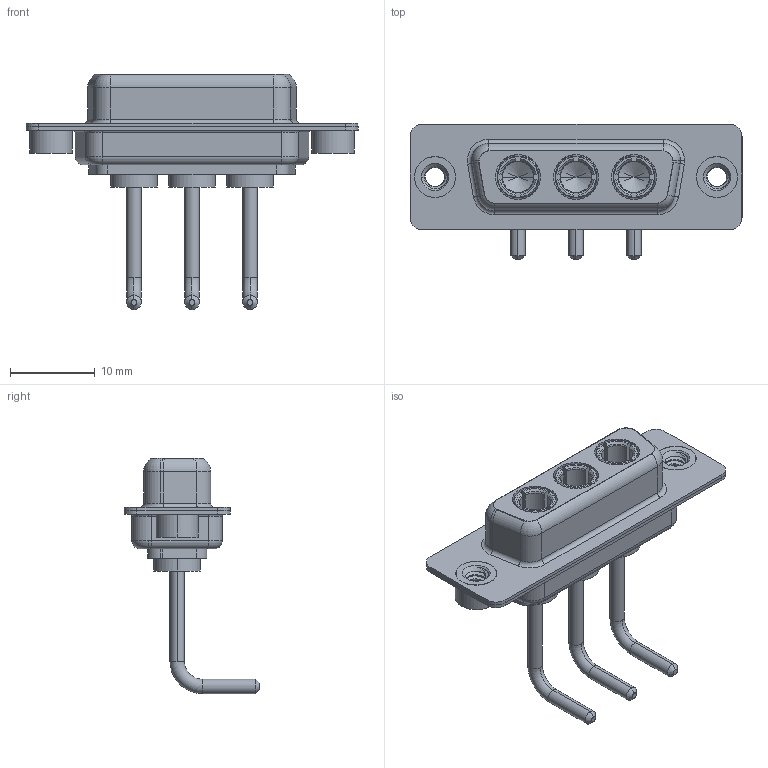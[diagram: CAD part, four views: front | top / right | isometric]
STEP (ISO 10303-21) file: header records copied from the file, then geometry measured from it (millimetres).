
FILE_DESCRIPTION (( 'STEP AP203' ), '1' );
FILE_NAME ('630-3W3-250-1N2.STEP', '2022-05-27T17:04:10', ( '' ), ( '' ), 'SwSTEP 2.0', 'SolidWorks 2020', '' );
FILE_SCHEMA (( 'CONFIG_CONTROL_DESIGN' ));
Length unit declared in the file: millimetre
Products named in the file (6): 630Combo Shell Rear_15 Contacts; 630Combo Threaded Rivet_2; 630Combo Housing_3W3; 630Combo Shell Front_15 Contacts; Power Socket_Ext 10A RA; 630-3W3-250-1N2
Assembly tree (8 placements, depth 2):
  630-3W3-250-1N2
    630Combo Housing_3W3
    630Combo Shell Front_15 Contacts
    630Combo Shell Rear_15 Contacts
    630Combo Threaded Rivet_2  x2
    Power Socket_Ext 10A RA  x3
Bounding box: 39.2 x 16 x 27.78 mm (x, y, z)
Volume: 2518.6 mm3; surface area: 5886.9 mm2
Topology: 11 solids, 11 shells, 513 faces, 1303 edges, 826 vertices
Faces by surface type: cylinder 212, plane 154, torus 75, cone 63, bspline 9
Entity records: 12360 total; most frequent: CARTESIAN_POINT 3581, DIRECTION 1783, ORIENTED_EDGE 1660, EDGE_CURVE 830, AXIS2_PLACEMENT_3D 725, VERTEX_POINT 524, CIRCLE 384, EDGE_LOOP 370
